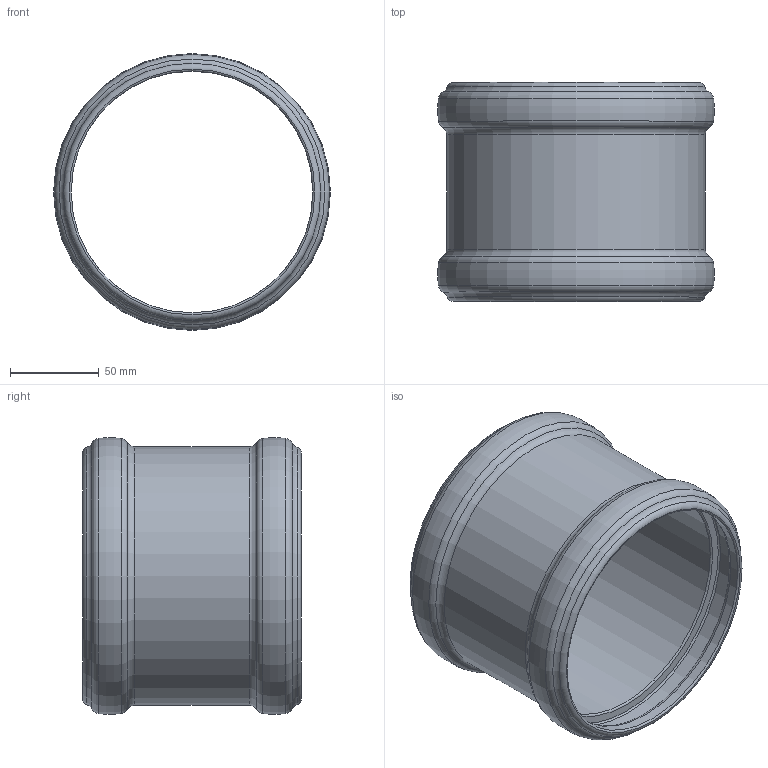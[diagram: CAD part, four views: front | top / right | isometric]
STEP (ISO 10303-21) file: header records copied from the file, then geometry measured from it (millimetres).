
FILE_DESCRIPTION(/* description */ (''),/* implementation_level */ '2;1');
FILE_NAME(/* name */ '336500 SKOLANsafeU Überschiebmuffe DN_OD 135.stp',/* time_stamp */ '2018-01-09T14:08:11+01:00',/* author */ ('user1'),/* organization */ (''),/* preprocessor_version */ 'ST-DEVELOPER v16.1',/* originating_system */ 'Autodesk Inventor 2016',/* authorisation */ '');
FILE_SCHEMA (('AUTOMOTIVE_DESIGN { 1 0 10303 214 3 1 1 }'));
Length unit declared in the file: millimetre
Products named in the file (1): 336500 SKOLANsafeU Überschiebmuffe DN_OD 135
Bounding box: 155.58 x 123 x 155.58 mm (x, y, z)
Volume: 278725.6 mm3; surface area: 124246.5 mm2
Topology: 1 solids, 1 shells, 32 faces, 64 edges, 32 vertices
Faces by surface type: torus 22, cylinder 6, cone 4
Full cylindrical faces by diameter (mm): 135.8 x1, 136.1 x2, 145.4 x1, 147.7 x2
Entity records: 672 total; most frequent: DIRECTION 130, CARTESIAN_POINT 97, AXIS2_PLACEMENT_3D 65, EDGE_LOOP 64, ORIENTED_EDGE 64, FACE_BOUND 32, FACE_OUTER_BOUND 32, CIRCLE 32
